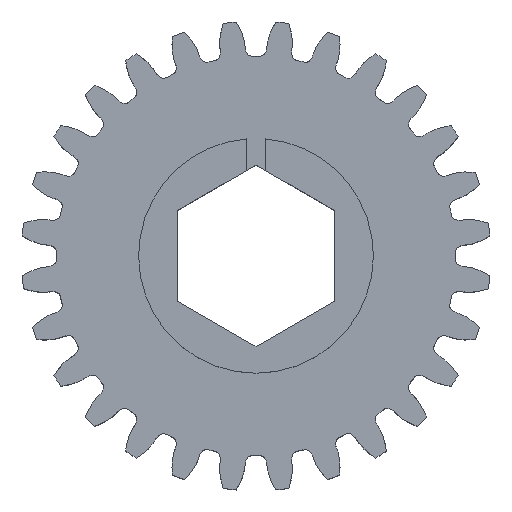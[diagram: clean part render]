
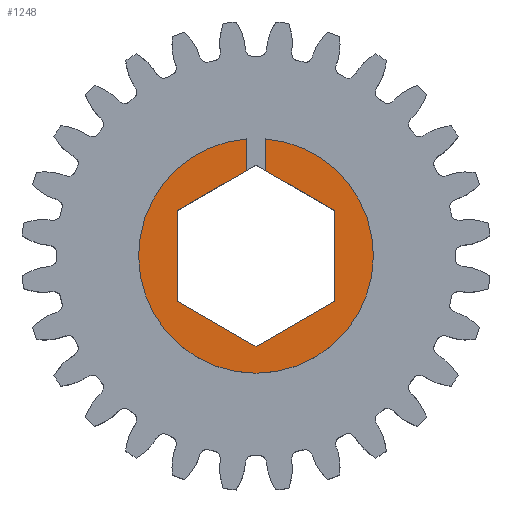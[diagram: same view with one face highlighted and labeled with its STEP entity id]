
A CAD part, top view. The second image highlights one B-rep face of the part: STEP entity #1248.
In plain terms, the highlighted planar face has unit normal (0, 0, 1).
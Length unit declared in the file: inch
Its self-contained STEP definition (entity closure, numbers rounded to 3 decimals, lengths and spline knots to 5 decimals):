
#39 = AXIS2_PLACEMENT_3D ( 'NONE', #9305, #5470, #2671 ) ;
#320 = CARTESIAN_POINT ( 'NONE',  ( 0.03125, 0.3737, 0.249 ) ) ;
#442 = VECTOR ( 'NONE', #5274, 39.37008 ) ;
#444 = LINE ( 'NONE', #4328, #9196 ) ;
#612 = LINE ( 'NONE', #4494, #6729 ) ;
#641 = FACE_OUTER_BOUND ( 'NONE', #5311, .T. ) ;
#737 = DIRECTION ( 'NONE',  ( 0., -1., 0. ) ) ;
#890 = LINE ( 'NONE', #4769, #6763 ) ;
#992 = ORIENTED_EDGE ( 'NONE', *, *, #5053, .F. ) ;
#1248 = ADVANCED_FACE ( 'NONE', ( #641 ), #3574, .T. ) ;
#1257 = AXIS2_PLACEMENT_3D ( 'NONE', #1337, #9046, #6176 ) ;
#1313 = ORIENTED_EDGE ( 'NONE', *, *, #2946, .F. ) ;
#1337 = CARTESIAN_POINT ( 'NONE',  ( 0., 0., 0.249 ) ) ;
#1396 = CARTESIAN_POINT ( 'NONE',  ( -0.251, 0.14491, 0.249 ) ) ;
#1410 = CARTESIAN_POINT ( 'NONE',  ( 0.03125, 0.13913, 0.249 ) ) ;
#1462 = VECTOR ( 'NONE', #9299, 39.37008 ) ;
#1538 = EDGE_CURVE ( 'NONE', #1815, #2699, #444, .T. ) ;
#1544 = CARTESIAN_POINT ( 'NONE',  ( 0.375, 0., 0.249 ) ) ;
#1553 = EDGE_CURVE ( 'NONE', #1993, #8183, #7574, .T. ) ;
#1562 = VERTEX_POINT ( 'NONE', #320 ) ;
#1783 = EDGE_CURVE ( 'NONE', #7807, #1815, #4640, .T. ) ;
#1809 = ORIENTED_EDGE ( 'NONE', *, *, #2569, .T. ) ;
#1815 = VERTEX_POINT ( 'NONE', #3629 ) ;
#1869 = LINE ( 'NONE', #5810, #3293 ) ;
#1993 = VERTEX_POINT ( 'NONE', #7905 ) ;
#2517 = CARTESIAN_POINT ( 'NONE',  ( 0., 0., 0.249 ) ) ;
#2569 = EDGE_CURVE ( 'NONE', #11625, #1562, #9399, .T. ) ;
#2671 = DIRECTION ( 'NONE',  ( 1., 0., 0. ) ) ;
#2699 = VERTEX_POINT ( 'NONE', #5527 ) ;
#2820 = DIRECTION ( 'NONE',  ( 1., 0., 0. ) ) ;
#2946 = EDGE_CURVE ( 'NONE', #5496, #7807, #1869, .T. ) ;
#2977 = CARTESIAN_POINT ( 'NONE',  ( -0.375, 0., 0.249 ) ) ;
#3081 = CARTESIAN_POINT ( 'NONE',  ( 0., -0.28983, 0.249 ) ) ;
#3101 = VECTOR ( 'NONE', #7343, 39.37008 ) ;
#3103 = EDGE_CURVE ( 'NONE', #3469, #1562, #10143, .T. ) ;
#3280 = AXIS2_PLACEMENT_3D ( 'NONE', #2517, #6406, #2820 ) ;
#3293 = VECTOR ( 'NONE', #11677, 39.37008 ) ;
#3386 = DIRECTION ( 'NONE',  ( 0., 1., 0. ) ) ;
#3406 = ORIENTED_EDGE ( 'NONE', *, *, #10112, .F. ) ;
#3452 = LINE ( 'NONE', #12243, #3101 ) ;
#3469 = VERTEX_POINT ( 'NONE', #9042 ) ;
#3503 = LINE ( 'NONE', #1396, #442 ) ;
#3574 = PLANE ( 'NONE',  #39 ) ;
#3629 = CARTESIAN_POINT ( 'NONE',  ( 0.251, -0.14491, 0.249 ) ) ;
#4310 = AXIS2_PLACEMENT_3D ( 'NONE', #5271, #12287, #4385 ) ;
#4328 = CARTESIAN_POINT ( 'NONE',  ( 0.251, -0.14491, 0.249 ) ) ;
#4385 = DIRECTION ( 'NONE',  ( 1., 0., 0. ) ) ;
#4494 = CARTESIAN_POINT ( 'NONE',  ( -0.03125, 0.13913, 0.249 ) ) ;
#4519 = CARTESIAN_POINT ( 'NONE',  ( 0., -0.28983, 0.249 ) ) ;
#4640 = LINE ( 'NONE', #4519, #1462 ) ;
#4769 = CARTESIAN_POINT ( 'NONE',  ( 0.251, 0.14491, 0.249 ) ) ;
#4999 = ORIENTED_EDGE ( 'NONE', *, *, #1538, .F. ) ;
#5053 = EDGE_CURVE ( 'NONE', #2699, #3469, #890, .T. ) ;
#5271 = CARTESIAN_POINT ( 'NONE',  ( 0., 0., 0.249 ) ) ;
#5274 = DIRECTION ( 'NONE',  ( 0., -1., 0. ) ) ;
#5311 = EDGE_LOOP ( 'NONE', ( #5437, #6145, #11378, #1809, #11887, #992, #4999, #6268, #1313, #3406, #7179 ) ) ;
#5437 = ORIENTED_EDGE ( 'NONE', *, *, #5764, .F. ) ;
#5470 = DIRECTION ( 'NONE',  ( 0., 0., 1. ) ) ;
#5496 = VERTEX_POINT ( 'NONE', #8414 ) ;
#5527 = CARTESIAN_POINT ( 'NONE',  ( 0.251, 0.14491, 0.249 ) ) ;
#5715 = CIRCLE ( 'NONE', #3280, 0.375 ) ;
#5764 = EDGE_CURVE ( 'NONE', #1993, #12007, #612, .T. ) ;
#5810 = CARTESIAN_POINT ( 'NONE',  ( -0.251, -0.14491, 0.249 ) ) ;
#6145 = ORIENTED_EDGE ( 'NONE', *, *, #1553, .T. ) ;
#6176 = DIRECTION ( 'NONE',  ( 1., 0., 0. ) ) ;
#6268 = ORIENTED_EDGE ( 'NONE', *, *, #1783, .F. ) ;
#6406 = DIRECTION ( 'NONE',  ( 0., 0., 1. ) ) ;
#6469 = CARTESIAN_POINT ( 'NONE',  ( -0.251, 0.14491, 0.249 ) ) ;
#6596 = VERTEX_POINT ( 'NONE', #6469 ) ;
#6615 = EDGE_CURVE ( 'NONE', #8183, #11625, #5715, .T. ) ;
#6729 = VECTOR ( 'NONE', #737, 39.37008 ) ;
#6763 = VECTOR ( 'NONE', #12538, 39.37008 ) ;
#7179 = ORIENTED_EDGE ( 'NONE', *, *, #11521, .F. ) ;
#7220 = CARTESIAN_POINT ( 'NONE',  ( -0.03125, 0.27179, 0.249 ) ) ;
#7343 = DIRECTION ( 'NONE',  ( -0.866, -0.5, 0. ) ) ;
#7574 = CIRCLE ( 'NONE', #1257, 0.375 ) ;
#7807 = VERTEX_POINT ( 'NONE', #3081 ) ;
#7905 = CARTESIAN_POINT ( 'NONE',  ( -0.03125, 0.3737, 0.249 ) ) ;
#8183 = VERTEX_POINT ( 'NONE', #2977 ) ;
#8212 = DIRECTION ( 'NONE',  ( 0., 1., 0. ) ) ;
#8414 = CARTESIAN_POINT ( 'NONE',  ( -0.251, -0.14491, 0.249 ) ) ;
#9042 = CARTESIAN_POINT ( 'NONE',  ( 0.03125, 0.27179, 0.249 ) ) ;
#9046 = DIRECTION ( 'NONE',  ( 0., 0., 1. ) ) ;
#9196 = VECTOR ( 'NONE', #8212, 39.37008 ) ;
#9299 = DIRECTION ( 'NONE',  ( 0.866, 0.5, 0. ) ) ;
#9305 = CARTESIAN_POINT ( 'NONE',  ( 0., 0., 0.249 ) ) ;
#9399 = CIRCLE ( 'NONE', #4310, 0.375 ) ;
#10112 = EDGE_CURVE ( 'NONE', #6596, #5496, #3503, .T. ) ;
#10143 = LINE ( 'NONE', #1410, #11842 ) ;
#11378 = ORIENTED_EDGE ( 'NONE', *, *, #6615, .T. ) ;
#11521 = EDGE_CURVE ( 'NONE', #12007, #6596, #3452, .T. ) ;
#11625 = VERTEX_POINT ( 'NONE', #1544 ) ;
#11677 = DIRECTION ( 'NONE',  ( 0.866, -0.5, 0. ) ) ;
#11842 = VECTOR ( 'NONE', #3386, 39.37008 ) ;
#11887 = ORIENTED_EDGE ( 'NONE', *, *, #3103, .F. ) ;
#12007 = VERTEX_POINT ( 'NONE', #7220 ) ;
#12243 = CARTESIAN_POINT ( 'NONE',  ( 0., 0.28983, 0.249 ) ) ;
#12287 = DIRECTION ( 'NONE',  ( 0., 0., 1. ) ) ;
#12538 = DIRECTION ( 'NONE',  ( -0.866, 0.5, 0. ) ) ;
